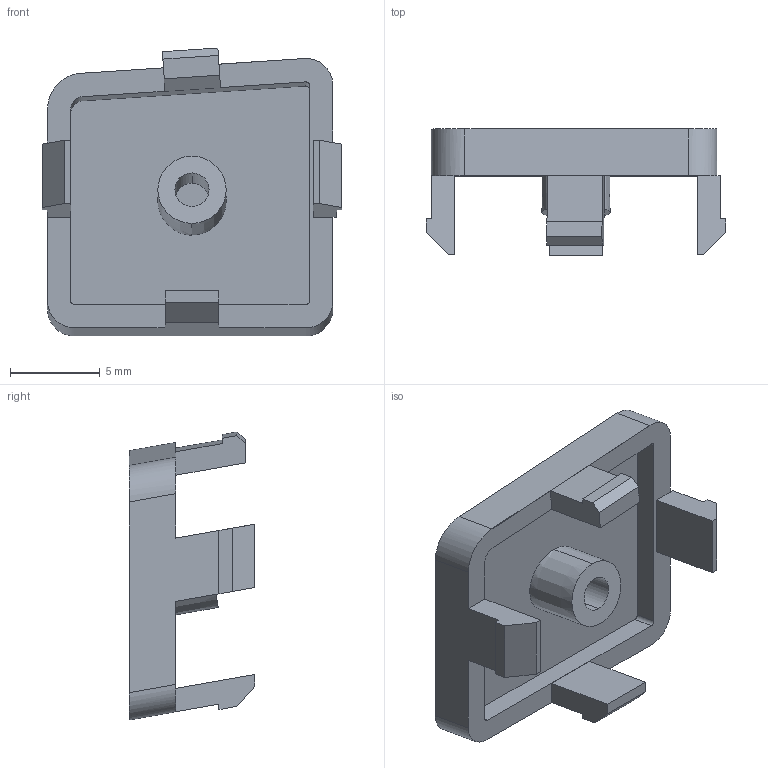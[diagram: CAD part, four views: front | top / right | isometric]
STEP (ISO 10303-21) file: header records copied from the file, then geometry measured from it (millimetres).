
FILE_DESCRIPTION((''),'2;1');
FILE_NAME('TASTER','2022-03-01T11:52:14',('Ivo Opitz'),(''),'CREO PARAMETRIC BY PTC INC, 2018420','CREO PARAMETRIC BY PTC INC, 2018420','');
FILE_SCHEMA(('CONFIG_CONTROL_DESIGN'));
Length unit declared in the file: millimetre
Products named in the file (1): TASTER
Bounding box: 16.7 x 7 x 16.03 mm (x, y, z)
Volume: 475 mm3; surface area: 925.7 mm2
Topology: 1 solids, 1 shells, 88 faces, 228 edges, 147 vertices
Faces by surface type: plane 70, cylinder 14, cone 4
Entity records: 2788 total; most frequent: CARTESIAN_POINT 639, ORIENTED_EDGE 456, DIRECTION 390, EDGE_CURVE 228, VECTOR 194, LINE 194, VERTEX_POINT 147, AXIS2_PLACEMENT_3D 98
